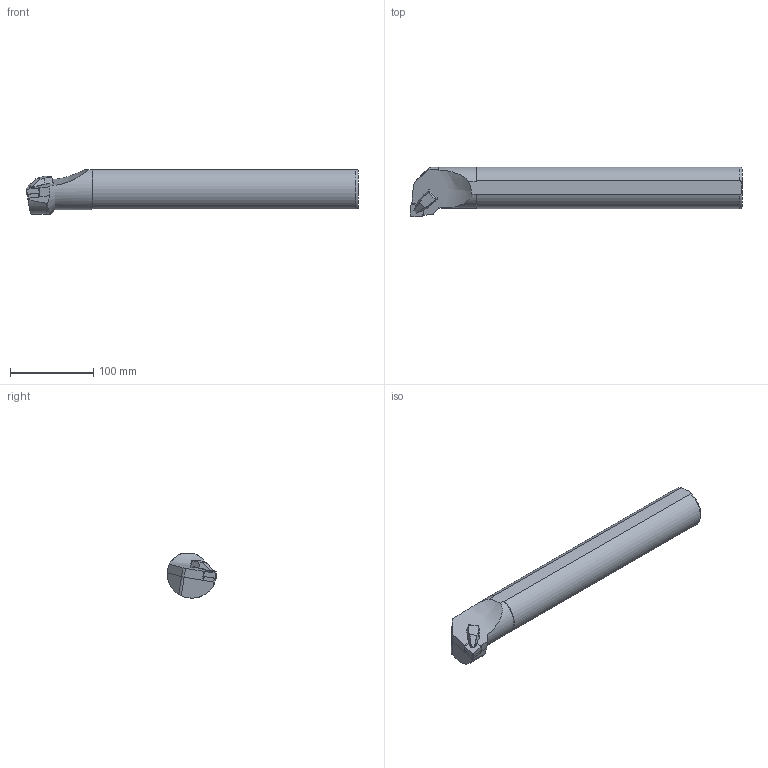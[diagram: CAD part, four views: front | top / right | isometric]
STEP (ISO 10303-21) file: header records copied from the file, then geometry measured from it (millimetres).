
FILE_DESCRIPTION(/* description */ (''),/* implementation_level */ '2;1');
FILE_NAME(/* name */ 'S50V-TCLNR-16.stp',/* time_stamp */ '2023-10-09T09:39:48+03:00',/* author */ (''),/* organization */ (''),/* preprocessor_version */ 'ST-DEVELOPER v19.4',/* originating_system */ 'SIEMENS PLM Software NX2306.3001',/* authorisation */ '');
FILE_SCHEMA (('AUTOMOTIVE_DESIGN { 1 0 10303 214 3 1 1 1 }'));
Length unit declared in the file: millimetre
Products named in the file (1): S50V-TCLNR-16
Bounding box: 399.92 x 59.93 x 53.23 mm (x, y, z)
Volume: 740302.6 mm3; surface area: 66928.1 mm2
Topology: 2 solids, 2 shells, 86 faces, 226 edges, 143 vertices
Faces by surface type: plane 39, cylinder 39, cone 3, bspline 3, torus 2
Full cylindrical faces by diameter (mm): 5.8 x1
Entity records: 3579 total; most frequent: CARTESIAN_POINT 863, ORIENTED_EDGE 438, DIRECTION 435, EDGE_CURVE 219, AXIS2_PLACEMENT_3D 163, VERTEX_POINT 141, LINE 109, VECTOR 109
